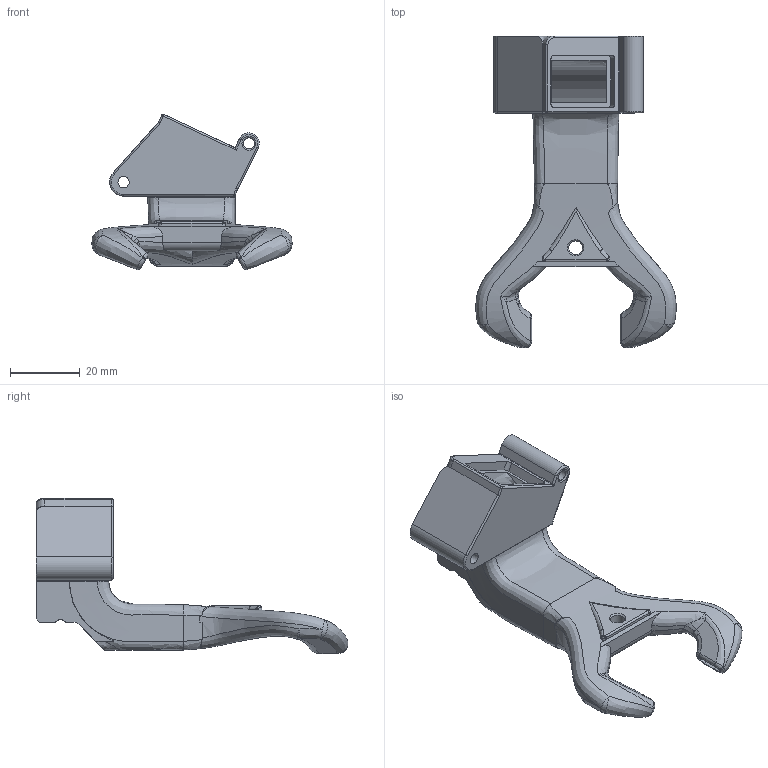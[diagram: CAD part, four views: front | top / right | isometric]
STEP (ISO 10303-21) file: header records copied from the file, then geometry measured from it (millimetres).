
FILE_DESCRIPTION(/* description */ (''),/* implementation_level */ '2;1');
FILE_NAME(/* name */ 'Cooling Duct Klicky.step',/* time_stamp */ '2022-02-20T18:40:57-05:00',/* author */ (''),/* organization */ (''),/* preprocessor_version */ 'ST-DEVELOPER v18.1',/* originating_system */ 'Autodesk Translation Framework v10.13.0.1454',/* authorisation */ '');
FILE_SCHEMA (('AUTOMOTIVE_DESIGN { 1 0 10303 214 3 1 1 }'));
Length unit declared in the file: millimetre
Products named in the file (1): Cooling Duct Klicky
Bounding box: 57.31 x 89.16 x 44.38 mm (x, y, z)
Volume: 20108.6 mm3; surface area: 16972.3 mm2
Topology: 1 solids, 1 shells, 332 faces, 857 edges, 516 vertices
Faces by surface type: bspline 182, plane 80, cylinder 43, torus 11, sphere 10, cone 6
Full cylindrical faces by diameter (mm): 3.2 x2, 3.9 x3
Entity records: 23380 total; most frequent: CARTESIAN_POINT 16774, ORIENTED_EDGE 1676, DIRECTION 884, EDGE_CURVE 838, VERTEX_POINT 516, B_SPLINE_CURVE_WITH_KNOTS 420, EDGE_LOOP 350, FACE_OUTER_BOUND 332
